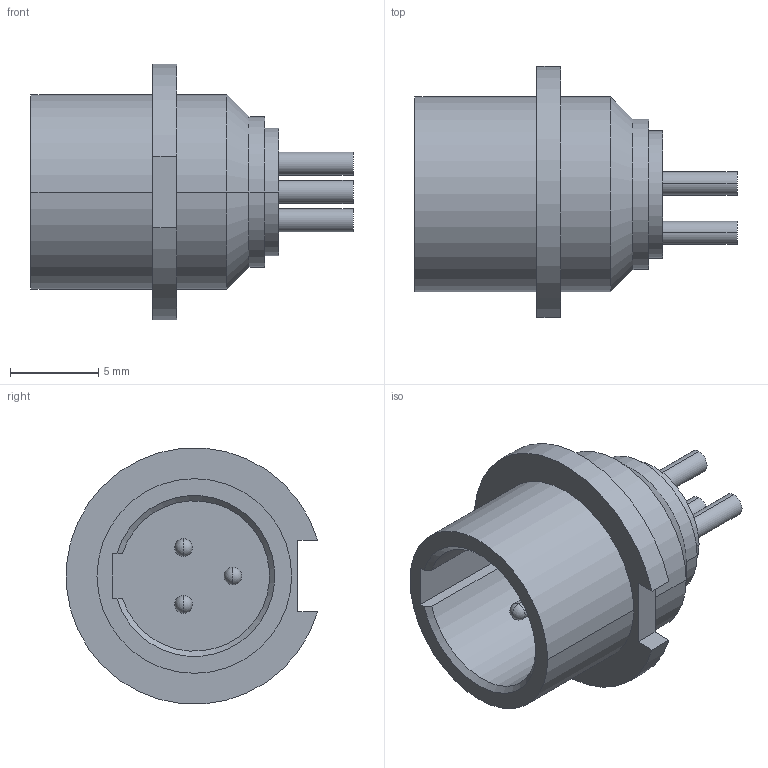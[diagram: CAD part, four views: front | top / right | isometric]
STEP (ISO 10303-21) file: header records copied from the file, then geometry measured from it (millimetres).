
FILE_DESCRIPTION((''),'2;1');
FILE_NAME('RT3MPR','2021-04-12T',('xhp'),(''),'PRO/ENGINEER BY PARAMETRIC TECHNOLOGY CORPORATION, 2013040','PRO/ENGINEER BY PARAMETRIC TECHNOLOGY CORPORATION, 2013040','');
FILE_SCHEMA(('CONFIG_CONTROL_DESIGN'));
Length unit declared in the file: millimetre
Products named in the file (1): RT3MPR
Bounding box: 18.2 x 14.18 x 14.46 mm (x, y, z)
Volume: 806.7 mm3; surface area: 1137.8 mm2
Topology: 1 solids, 1 shells, 46 faces, 101 edges, 61 vertices
Faces by surface type: cylinder 22, plane 15, sphere 6, cone 3
Entity records: 1278 total; most frequent: DIRECTION 236, CARTESIAN_POINT 212, ORIENTED_EDGE 190, AXIS2_PLACEMENT_3D 97, EDGE_CURVE 95, VERTEX_POINT 61, EDGE_LOOP 56, CIRCLE 51
